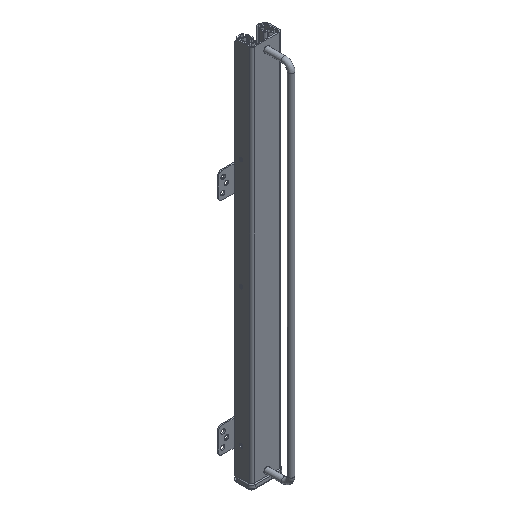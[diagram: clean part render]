
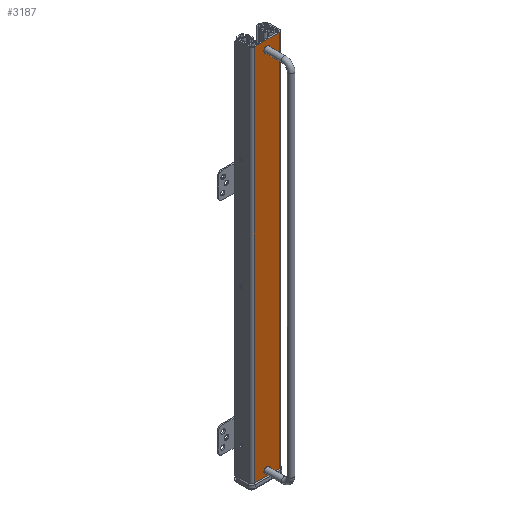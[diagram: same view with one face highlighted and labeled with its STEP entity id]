
A CAD part, isometric view. The second image highlights one B-rep face of the part: STEP entity #3187.
In plain terms, the highlighted face is planar.
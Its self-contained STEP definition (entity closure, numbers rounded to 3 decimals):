
#2653=CARTESIAN_POINT('',(-17.133,303.0,-30.5));
#2654=VERTEX_POINT('',#2653);
#2662=CARTESIAN_POINT('',(-17.133,303.0,-1.5));
#2663=VERTEX_POINT('',#2662);
#2664=CARTESIAN_POINT('',(-17.133,303.0,-1.5));
#2665=DIRECTION('',(0.0,0.0,-1.0));
#2666=VECTOR('',#2665,29.0);
#2667=LINE('',#2664,#2666);
#2668=EDGE_CURVE('',#2663,#2654,#2667,.T.);
#2982=CARTESIAN_POINT('',(-17.133,-140.,-1.5));
#2983=VERTEX_POINT('',#2982);
#2991=CARTESIAN_POINT('',(-17.133,-140.,-30.5));
#2992=VERTEX_POINT('',#2991);
#2993=CARTESIAN_POINT('',(-17.133,-140.,-30.5));
#2994=DIRECTION('',(0.0,0.0,1.0));
#2995=VECTOR('',#2994,29.0);
#2996=LINE('',#2993,#2995);
#2997=EDGE_CURVE('',#2992,#2983,#2996,.T.);
#3065=CARTESIAN_POINT('',(-17.133,296.5,-16.));
#3066=VERTEX_POINT('',#3065);
#3067=CARTESIAN_POINT('',(-17.133,293.0,-16.));
#3068=DIRECTION('',(1.0,0.0,0.0));
#3069=DIRECTION('',(0.0,1.0,0.0));
#3070=AXIS2_PLACEMENT_3D('',#3067,#3068,#3069);
#3071=CIRCLE('',#3070,3.5);
#3072=EDGE_CURVE('',#3066,#3066,#3071,.T.);
#3114=CARTESIAN_POINT('',(-17.133,-133.5,-16.));
#3115=VERTEX_POINT('',#3114);
#3116=CARTESIAN_POINT('',(-17.133,-130.,-16.));
#3117=DIRECTION('',(1.0,0.0,0.0));
#3118=DIRECTION('',(0.0,-1.0,0.0));
#3119=AXIS2_PLACEMENT_3D('',#3116,#3117,#3118);
#3120=CIRCLE('',#3119,3.5);
#3121=EDGE_CURVE('',#3115,#3115,#3120,.T.);
#3133=CARTESIAN_POINT('',(-17.133,303.0,-30.5));
#3134=DIRECTION('',(0.0,-1.0,0.0));
#3135=VECTOR('',#3134,443.0);
#3136=LINE('',#3133,#3135);
#3137=EDGE_CURVE('',#2654,#2992,#3136,.T.);
#3165=CARTESIAN_POINT('',(-17.133,81.5,-16.));
#3166=DIRECTION('',(1.0,0.0,0.0));
#3167=DIRECTION('',(0.0,0.0,-1.0));
#3168=AXIS2_PLACEMENT_3D('',#3165,#3166,#3167);
#3169=PLANE('',#3168);
#3170=ORIENTED_EDGE('',*,*,#3137,.T.);
#3171=ORIENTED_EDGE('',*,*,#2997,.T.);
#3172=CARTESIAN_POINT('',(-17.133,-140.,-1.5));
#3173=DIRECTION('',(0.0,1.0,0.0));
#3174=VECTOR('',#3173,443.);
#3175=LINE('',#3172,#3174);
#3176=EDGE_CURVE('',#2983,#2663,#3175,.T.);
#3177=ORIENTED_EDGE('',*,*,#3176,.T.);
#3178=ORIENTED_EDGE('',*,*,#2668,.T.);
#3179=EDGE_LOOP('',(#3170,#3171,#3177,#3178));
#3180=FACE_OUTER_BOUND('',#3179,.T.);
#3181=ORIENTED_EDGE('',*,*,#3072,.T.);
#3182=EDGE_LOOP('',(#3181));
#3183=FACE_BOUND('',#3182,.T.);
#3184=ORIENTED_EDGE('',*,*,#3121,.T.);
#3185=EDGE_LOOP('',(#3184));
#3186=FACE_BOUND('',#3185,.T.);
#3187=ADVANCED_FACE('',(#3180,#3183,#3186),#3169,.F.);
